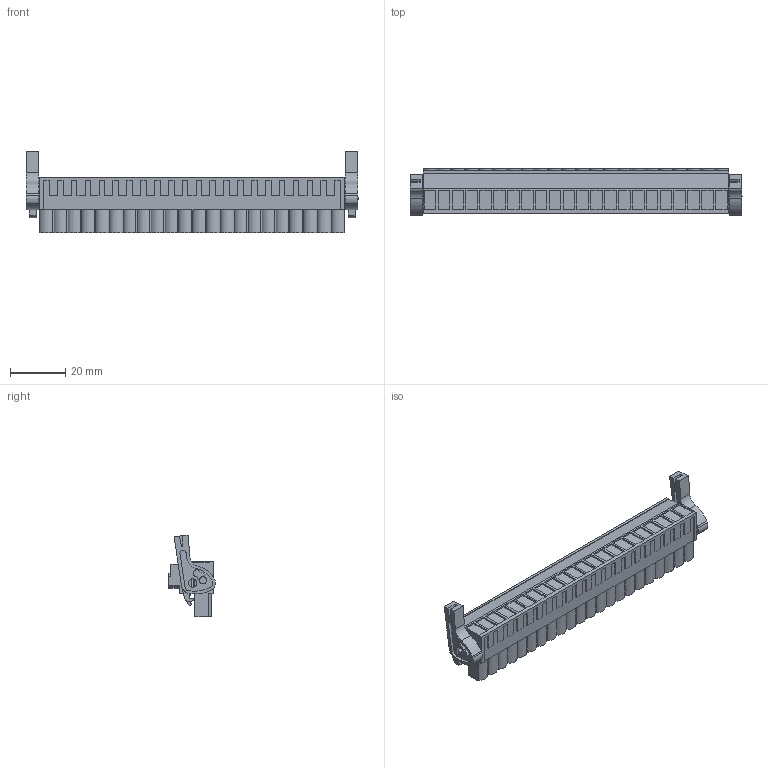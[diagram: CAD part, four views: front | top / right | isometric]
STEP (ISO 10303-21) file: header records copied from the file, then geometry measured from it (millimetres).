
FILE_DESCRIPTION(('CATIA V5 STEP Exchange','CAx-IF Rec.Pracs.--- Model Styling and Organization---1.2---2011-12-15'),'2;1');
FILE_NAME ('D1460367_0_1956170000_1956170000.stp','2017-05-31T12:54:46+00:00',('none'),('Weidmueller'),'CATIA Version 5-6 Release 2014','CATIA V5 STEP AP214','none');
FILE_SCHEMA(('AUTOMOTIVE_DESIGN { 1 0 10303 214 1 1 1 1 }'));
Length unit declared in the file: millimetre
Products named in the file (1): 1956170000
Bounding box: 119.7 x 16.89 x 29.52 mm (x, y, z)
Volume: 22885 mm3; surface area: 13292.6 mm2
Topology: 25 solids, 25 shells, 1458 faces, 4180 edges, 2870 vertices
Faces by surface type: plane 1136, cylinder 320, extrusion 2
Entity records: 45914 total; most frequent: CARTESIAN_POINT 8532, ORIENTED_EDGE 8360, DIRECTION 5991, EDGE_CURVE 4180, VECTOR 3389, LINE 3387, VERTEX_POINT 2870, AXIS2_PLACEMENT_3D 1662
